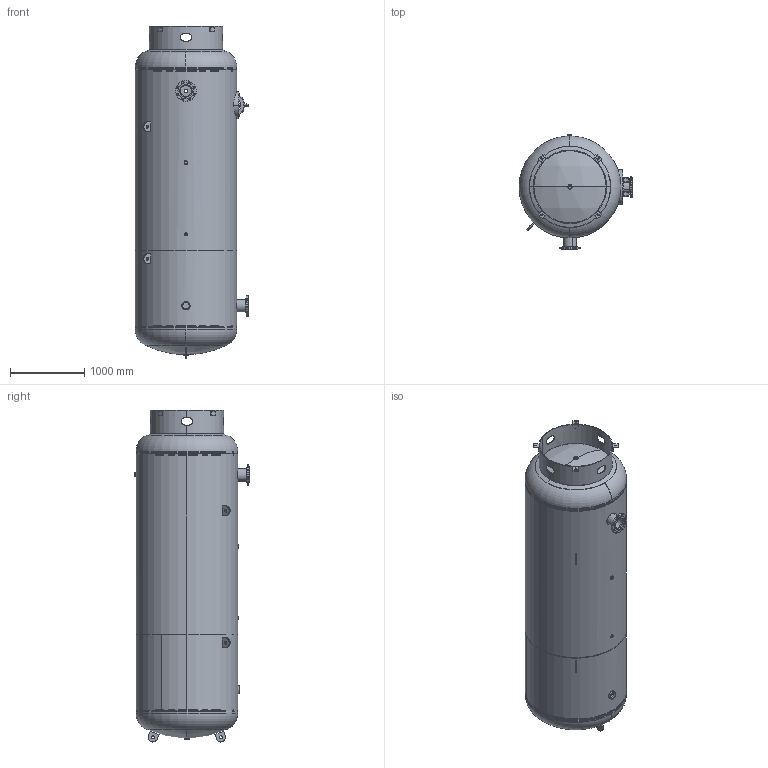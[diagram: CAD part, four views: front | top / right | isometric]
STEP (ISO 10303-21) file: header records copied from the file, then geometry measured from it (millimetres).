
FILE_DESCRIPTION (( 'STEP AP214' ), '1' );
FILE_NAME ('302447.STEP', '2025-06-16T16:56:40', ( '' ), ( '' ), 'SwSTEP 2.0', 'SolidWorks 2022', '' );
FILE_SCHEMA (( 'AUTOMOTIVE_DESIGN' ));
Length unit declared in the file: millimetre
Products named in the file (1): 302447
Bounding box: 1533.43 x 1539.06 x 4474.26 mm (x, y, z)
Volume: 171166629.8 mm3; surface area: 42655516.6 mm2
Topology: 35 solids, 35 shells, 618 faces, 1502 edges, 966 vertices
Faces by surface type: cylinder 230, plane 220, torus 100, bspline 56, sphere 8, cone 4
Entity records: 41245 total; most frequent: CARTESIAN_POINT 19418, DIRECTION 3048, ORIENTED_EDGE 3004, EDGE_CURVE 1502, AXIS2_PLACEMENT_3D 1211, VERTEX_POINT 966, EDGE_LOOP 742, UNCERTAINTY_MEASURE_WITH_UNIT 655
